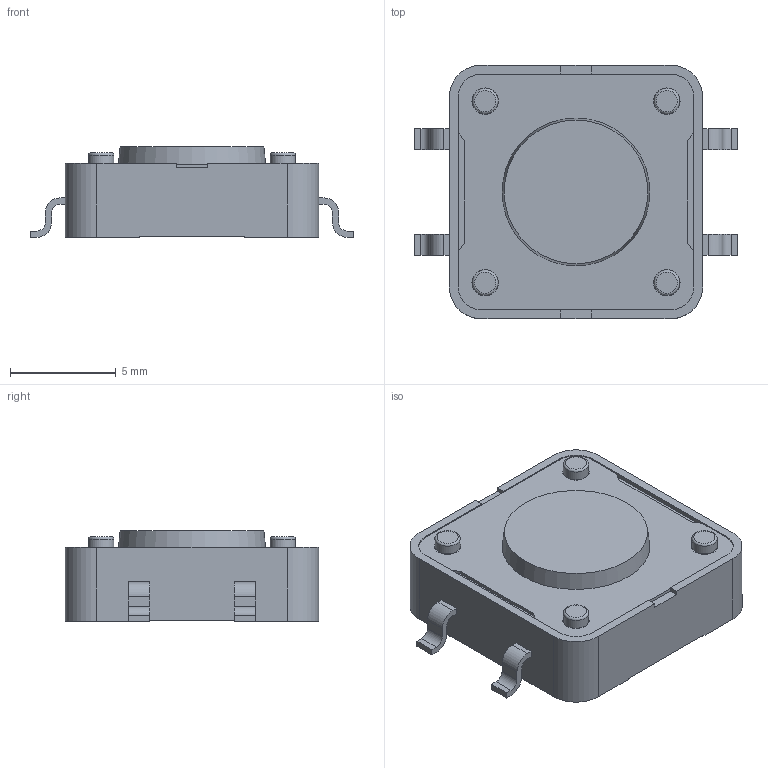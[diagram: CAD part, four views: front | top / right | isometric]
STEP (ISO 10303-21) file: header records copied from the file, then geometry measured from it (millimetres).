
FILE_DESCRIPTION(/* description */ ('Unknown'),/* implementation_level */ '2;1');
FILE_NAME(/* name */ '4301x20438x6',/* time_stamp */ '2016-03-11T13:01:23+01:00',/* author */ ('Unknown'),/* organization */ ('Unknown'),/* preprocessor_version */ 'ST-DEVELOPER v16.7',/* originating_system */ 'DEX',/* authorisation */ $);
FILE_SCHEMA (('AUTOMOTIVE_DESIGN {1 0 10303 214 3 1 1}'));
Length unit declared in the file: millimetre
Products named in the file (7): 4301x20438x6; Contactplates; Stem; Cover; Contact Plate; Frame; Terminal
Assembly tree (6 placements, depth 2):
  4301x20438x6
    Contactplates
    Stem
    Cover
    Contact Plate
    Frame
    Terminal
Bounding box: 15.3 x 12 x 4.3 mm (x, y, z)
Volume: 464.8 mm3; surface area: 1001.5 mm2
Topology: 17 solids, 17 shells, 239 faces, 584 edges, 390 vertices
Faces by surface type: plane 177, cylinder 52, torus 5, cone 3, sphere 2
Full cylindrical faces by diameter (mm): 1.2 x4, 1.25 x4, 2 x2, 2.25 x1, 7 x1
Entity records: 7835 total; most frequent: CARTESIAN_POINT 1176, DIRECTION 1158, ORIENTED_EDGE 1102, EDGE_CURVE 551, LINE 436, VECTOR 436, VERTEX_POINT 379, AXIS2_PLACEMENT_3D 361
